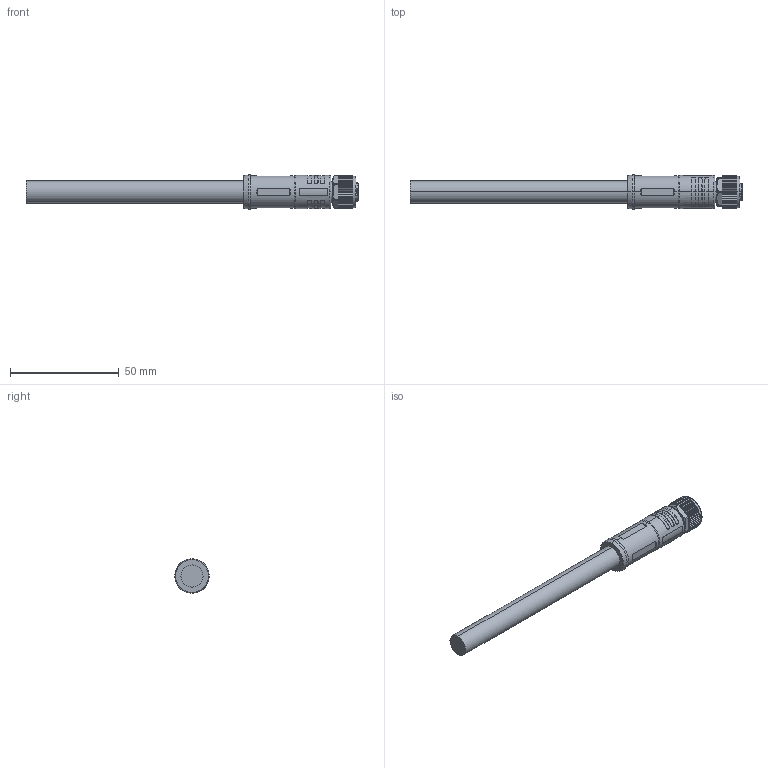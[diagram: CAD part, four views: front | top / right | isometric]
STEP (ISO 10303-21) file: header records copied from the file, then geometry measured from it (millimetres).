
FILE_DESCRIPTION (( 'STEP AP214' ), '1' );
FILE_NAME ('TRGK505-P4B-1M_3D.step', '2024-11-11T16:29:38', ( '' ), ( '' ), 'SwSTEP 2.0', 'SolidWorks 2022', '' );
FILE_SCHEMA (( 'AUTOMOTIVE_DESIGN' ));
Length unit declared in the file: millimetre
Products named in the file (1): TRGK505-P4B-1M_3D
Bounding box: 152.5 x 15.8 x 15.8 mm (x, y, z)
Volume: 16732.9 mm3; surface area: 7504.6 mm2
Topology: 1 solids, 1 shells, 666 faces, 1858 edges, 1209 vertices
Faces by surface type: plane 269, cylinder 186, bspline 180, cone 31
Entity records: 30912 total; most frequent: CARTESIAN_POINT 15025, ORIENTED_EDGE 3704, DIRECTION 2881, EDGE_CURVE 1852, VERTEX_POINT 1209, AXIS2_PLACEMENT_3D 1031, VECTOR 819, LINE 819
